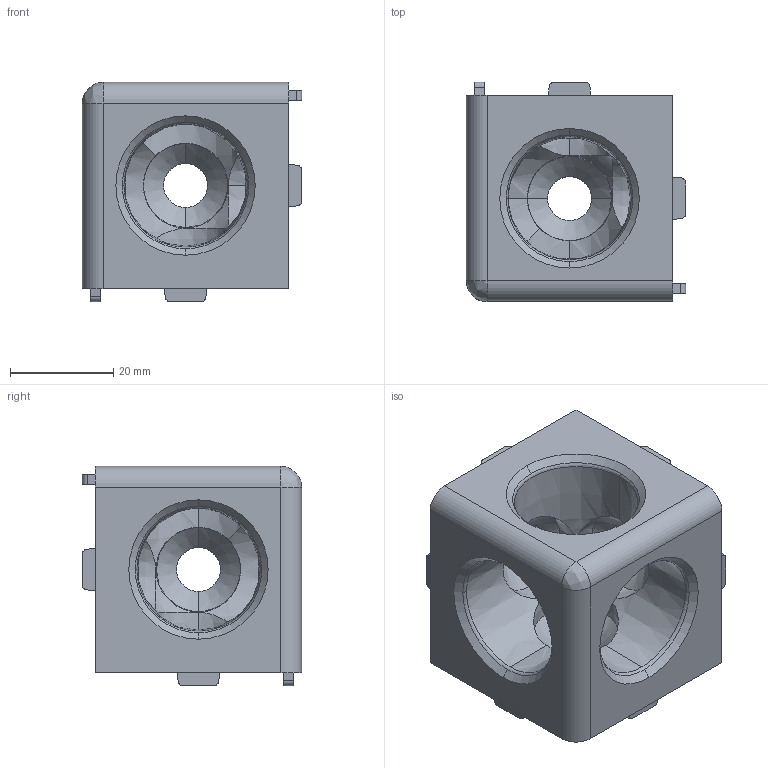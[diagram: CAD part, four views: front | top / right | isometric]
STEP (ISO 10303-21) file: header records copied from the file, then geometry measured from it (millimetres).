
FILE_DESCRIPTION (( 'STEP AP214' ), '1' );
FILE_NAME ('7121065', '2019-01-30T08:40:46', ( '' ), ('JUGARD+KÜNSTNER GmbH'), 'SwSTEP 2.0', 'SolidWorks 2017', '' );
FILE_SCHEMA (( 'AUTOMOTIVE_DESIGN' ));
Length unit declared in the file: millimetre
Products named in the file (1): 7121065
Bounding box: 42.5 x 42.5 x 42.5 mm (x, y, z)
Volume: 34885.2 mm3; surface area: 12393.2 mm2
Topology: 1 solids, 1 shells, 141 faces, 367 edges, 221 vertices
Faces by surface type: plane 52, cylinder 45, cone 24, bspline 20
Entity records: 4771 total; most frequent: CARTESIAN_POINT 1333, DIRECTION 719, ORIENTED_EDGE 716, EDGE_CURVE 358, AXIS2_PLACEMENT_3D 259, VERTEX_POINT 221, LINE 201, VECTOR 201
